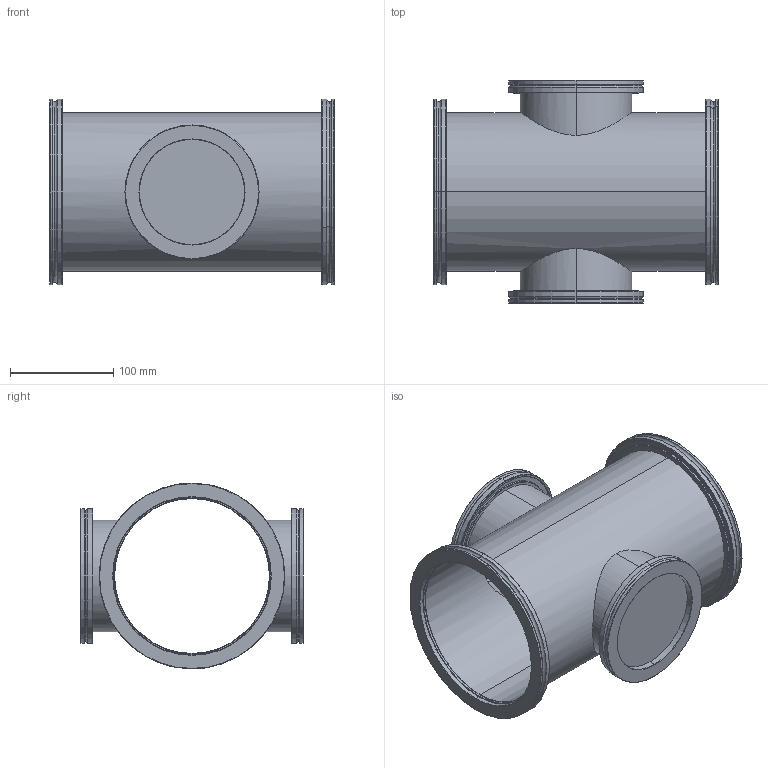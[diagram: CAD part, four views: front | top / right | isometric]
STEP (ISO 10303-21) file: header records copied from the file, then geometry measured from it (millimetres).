
FILE_DESCRIPTION (( 'STEP AP214' ), '1' );
FILE_NAME ('ISOX4R-160-100.STEP', '2017-06-13T07:46:39', ( 'Gebruiker' ), ( '' ), 'SwSTEP 2.0', 'SolidWorks 2017', '' );
FILE_SCHEMA (( 'AUTOMOTIVE_DESIGN' ));
Length unit declared in the file: millimetre
Products named in the file (4): ISO-K-Weld-All_ISO160-154; ISO-K-Weld-All_ISO100-108; ISO-K_Equal-4-Way-Cross_All_ISOX4R-160-100; ISOX4R-160-100
Assembly tree (5 placements, depth 2):
  ISOX4R-160-100
    ISO-K_Equal-4-Way-Cross_All_ISOX4R-160-100
    ISO-K-Weld-All_ISO100-108  x2
    ISO-K-Weld-All_ISO160-154  x2
Bounding box: 276 x 216 x 180 mm (x, y, z)
Volume: 523776.1 mm3; surface area: 383419.6 mm2
Topology: 5 solids, 5 shells, 147 faces, 296 edges, 176 vertices
Faces by surface type: cylinder 64, cone 40, plane 27, torus 16
Entity records: 2940 total; most frequent: CARTESIAN_POINT 972, DIRECTION 438, ORIENTED_EDGE 332, AXIS2_PLACEMENT_3D 190, EDGE_CURVE 166, VERTEX_POINT 100, EDGE_LOOP 100, CIRCLE 100
